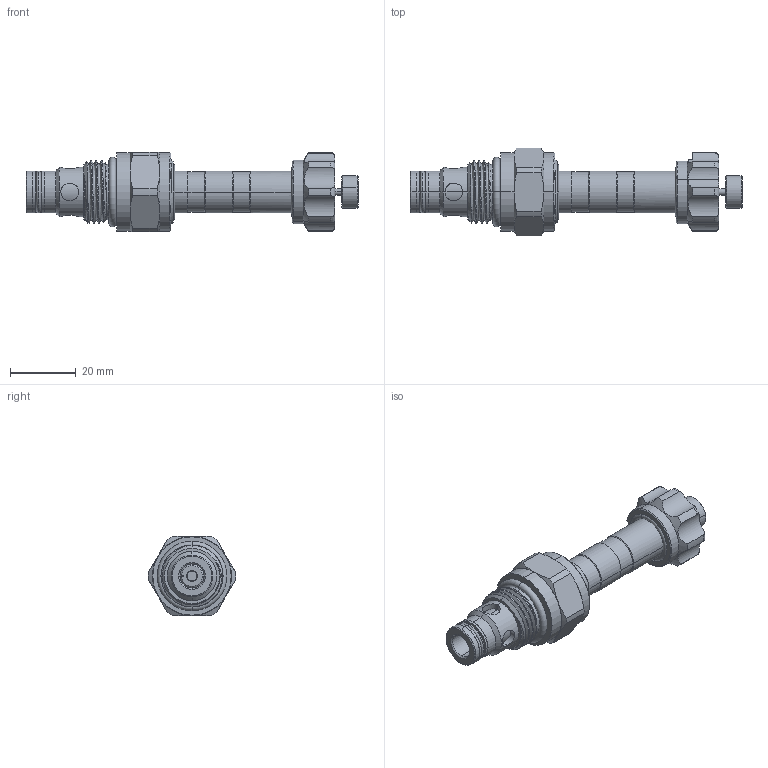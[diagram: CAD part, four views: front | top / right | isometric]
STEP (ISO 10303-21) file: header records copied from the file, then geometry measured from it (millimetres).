
FILE_DESCRIPTION (( 'STEP AP203' ), '1' );
FILE_NAME ('EP08W2A10P05.STEP', '2020-04-06T08:10:13', ( '' ), ( '' ), 'SwSTEP 2.0', 'SolidWorks 2018', '' );
FILE_SCHEMA (( 'CONFIG_CONTROL_DESIGN' ));
Length unit declared in the file: millimetre
Products named in the file (1): EP08W2A10P05
Bounding box: 100.8 x 26.69 x 24 mm (x, y, z)
Volume: 21977.7 mm3; surface area: 8507 mm2
Topology: 5 solids, 5 shells, 231 faces, 531 edges, 328 vertices
Faces by surface type: cylinder 114, cone 50, plane 35, torus 26, bspline 4, sphere 2
Entity records: 10143 total; most frequent: CARTESIAN_POINT 4849, DIRECTION 1143, ORIENTED_EDGE 1062, EDGE_CURVE 531, AXIS2_PLACEMENT_3D 493, VERTEX_POINT 328, CIRCLE 265, EDGE_LOOP 259
